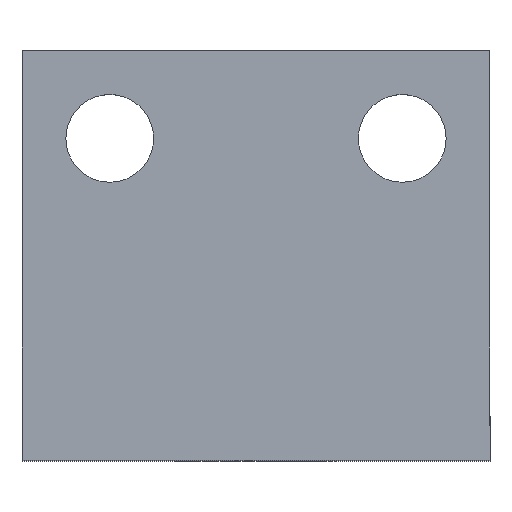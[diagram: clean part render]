
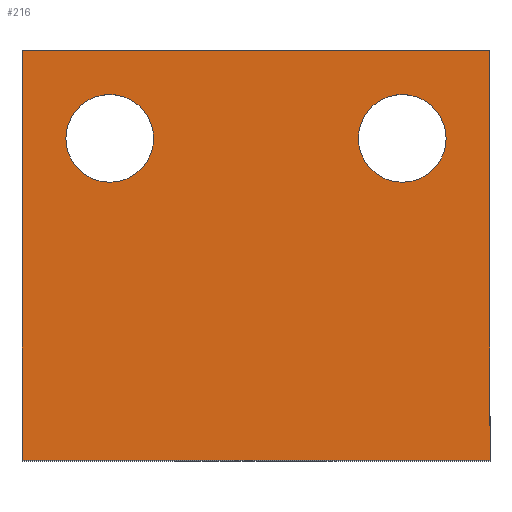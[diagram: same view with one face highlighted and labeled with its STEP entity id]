
A CAD part, top view. The second image highlights one B-rep face of the part: STEP entity #216.
In plain terms, the highlighted planar face has unit normal (0, 0, 1).
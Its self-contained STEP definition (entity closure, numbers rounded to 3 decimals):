
#17=FACE_BOUND('',#52,.T.);
#18=FACE_BOUND('',#53,.T.);
#27=PLANE('',#256);
#38=FACE_OUTER_BOUND('',#51,.T.);
#51=EDGE_LOOP('',(#192,#193,#194,#195));
#52=EDGE_LOOP('',(#196));
#53=EDGE_LOOP('',(#197));
#58=LINE('',#325,#79);
#70=LINE('',#357,#91);
#73=LINE('',#363,#94);
#76=LINE('',#368,#97);
#79=VECTOR('',#269,10.);
#91=VECTOR('',#299,10.);
#94=VECTOR('',#304,10.);
#97=VECTOR('',#309,10.);
#102=CIRCLE('',#249,1.5);
#104=CIRCLE('',#252,1.5);
#107=VERTEX_POINT('',#323);
#108=VERTEX_POINT('',#324);
#116=VERTEX_POINT('',#346);
#118=VERTEX_POINT('',#352);
#119=VERTEX_POINT('',#356);
#121=VERTEX_POINT('',#362);
#126=EDGE_CURVE('',#107,#108,#58,.T.);
#138=EDGE_CURVE('',#116,#116,#102,.T.);
#141=EDGE_CURVE('',#118,#118,#104,.T.);
#142=EDGE_CURVE('',#108,#119,#70,.T.);
#145=EDGE_CURVE('',#119,#121,#73,.T.);
#148=EDGE_CURVE('',#121,#107,#76,.T.);
#192=ORIENTED_EDGE('',*,*,#148,.T.);
#193=ORIENTED_EDGE('',*,*,#126,.T.);
#194=ORIENTED_EDGE('',*,*,#142,.T.);
#195=ORIENTED_EDGE('',*,*,#145,.T.);
#196=ORIENTED_EDGE('',*,*,#141,.T.);
#197=ORIENTED_EDGE('',*,*,#138,.T.);
#216=ADVANCED_FACE('',(#38,#17,#18),#27,.T.);
#249=AXIS2_PLACEMENT_3D('',#348,#288,#289);
#252=AXIS2_PLACEMENT_3D('',#354,#295,#296);
#256=AXIS2_PLACEMENT_3D('',#370,#311,#312);
#269=DIRECTION('',(1.,0.,0.));
#288=DIRECTION('center_axis',(0.,0.,-1.));
#289=DIRECTION('ref_axis',(-1.,0.,0.));
#295=DIRECTION('center_axis',(0.,0.,-1.));
#296=DIRECTION('ref_axis',(-1.,0.,0.));
#299=DIRECTION('',(0.,1.,0.));
#304=DIRECTION('',(-1.,0.,0.));
#309=DIRECTION('',(0.,-1.,0.));
#311=DIRECTION('center_axis',(0.,0.,1.));
#312=DIRECTION('ref_axis',(1.,0.,0.));
#323=CARTESIAN_POINT('',(-16.,-14.,0.));
#324=CARTESIAN_POINT('',(0.,-14.,0.));
#325=CARTESIAN_POINT('',(-16.,-14.,0.));
#346=CARTESIAN_POINT('',(-11.5,-3.,0.));
#348=CARTESIAN_POINT('Origin',(-13.,-3.,0.));
#352=CARTESIAN_POINT('',(-1.5,-3.,0.));
#354=CARTESIAN_POINT('Origin',(-3.,-3.,0.));
#356=CARTESIAN_POINT('',(0.,0.,0.));
#357=CARTESIAN_POINT('',(0.,-14.,0.));
#362=CARTESIAN_POINT('',(-16.,0.,0.));
#363=CARTESIAN_POINT('',(0.,0.,0.));
#368=CARTESIAN_POINT('',(-16.,0.,0.));
#370=CARTESIAN_POINT('Origin',(-8.,-5.5,0.));
